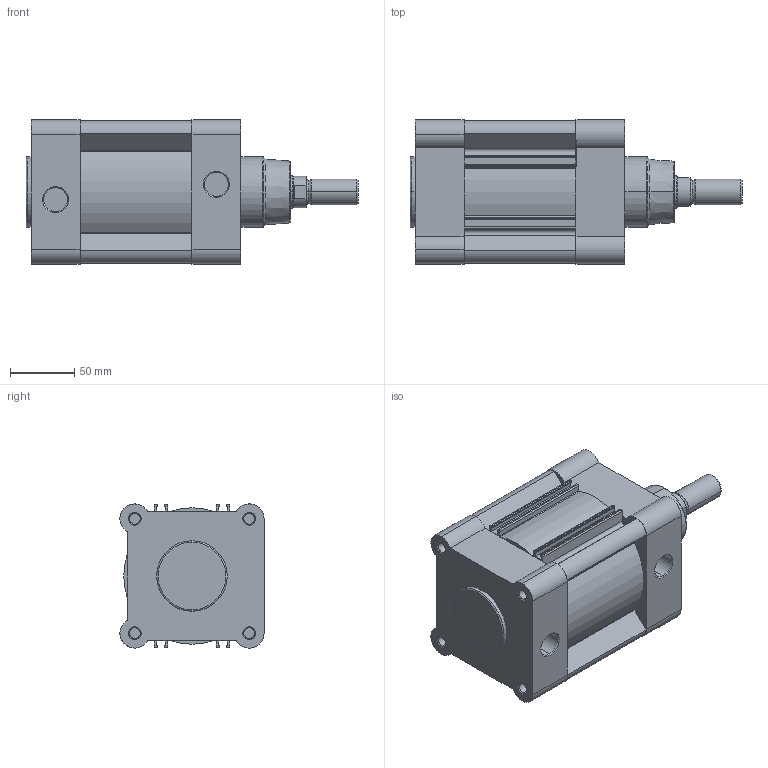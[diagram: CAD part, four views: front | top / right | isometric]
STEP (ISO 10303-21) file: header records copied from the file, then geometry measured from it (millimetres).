
FILE_DESCRIPTION (( 'STEP AP214' ), '1' );
FILE_NAME ('DMC100-25CYLINDER.STEP', '2012-05-16T15:06:04', ( '' ), ( '' ), 'SwSTEP 2.0', 'SolidWorks 2010', '' );
FILE_SCHEMA (( 'AUTOMOTIVE_DESIGN' ));
Length unit declared in the file: millimetre
Products named in the file (5): DMC 100 arka kapak; DMC  100  BORU; DMC  100 On kapak; DMC  100 M尳; DMC100-25CYLINDER
Assembly tree (4 placements, depth 2):
  DMC100-25CYLINDER
    DMC  100  BORU
    DMC  100 On kapak
    DMC  100 M尳
    DMC 100 arka kapak
Bounding box: 258 x 111.98 x 112 mm (x, y, z)
Volume: 1617700.4 mm3; surface area: 236221.6 mm2
Topology: 4 solids, 4 shells, 236 faces, 590 edges, 376 vertices
Faces by surface type: cylinder 100, plane 94, cone 30, torus 12
Entity records: 7562 total; most frequent: DIRECTION 1312, CARTESIAN_POINT 1281, ORIENTED_EDGE 1180, EDGE_CURVE 590, AXIS2_PLACEMENT_3D 495, VERTEX_POINT 376, VECTOR 322, LINE 322
